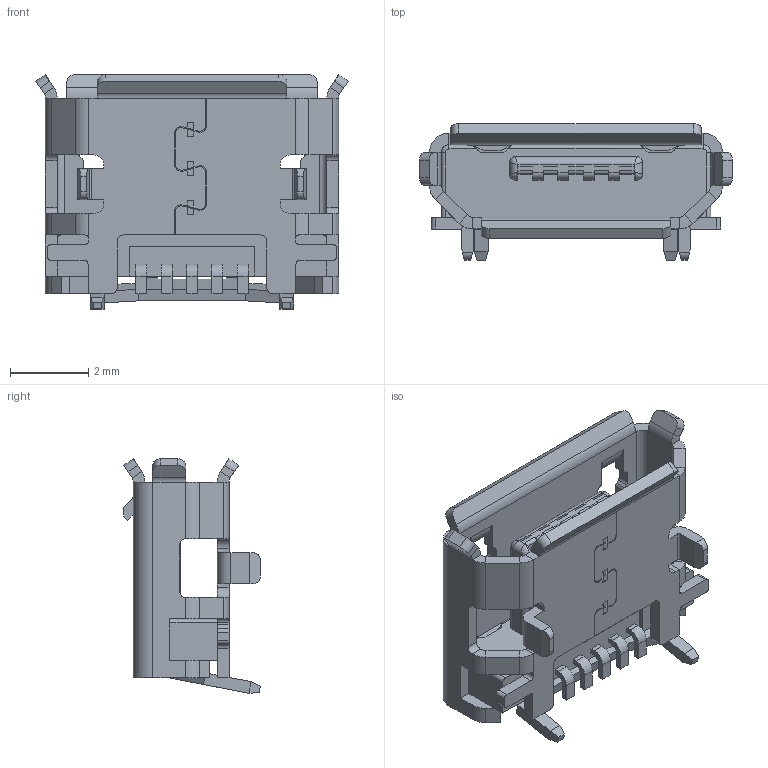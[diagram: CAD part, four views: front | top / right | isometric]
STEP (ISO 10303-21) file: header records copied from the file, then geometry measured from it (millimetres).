
FILE_DESCRIPTION (( 'STEP AP214' ), '1' );
FILE_NAME ('690-005-298-486.STEP', '2021-12-26T06:18:07', ( '' ), ( '' ), 'SwSTEP 2.0', 'SolidWorks 2017', '' );
FILE_SCHEMA (( 'AUTOMOTIVE_DESIGN' ));
Length unit declared in the file: millimetre
Products named in the file (1): 690-005-298-486
Bounding box: 8 x 3.5 x 6 mm (x, y, z)
Volume: 42.7 mm3; surface area: 289.8 mm2
Topology: 12 solids, 12 shells, 586 faces, 1571 edges, 990 vertices
Faces by surface type: plane 407, cylinder 173, bspline 4, torus 2
Entity records: 18284 total; most frequent: CARTESIAN_POINT 3356, ORIENTED_EDGE 3134, DIRECTION 3033, EDGE_CURVE 1567, VECTOR 1219, LINE 1219, VERTEX_POINT 990, AXIS2_PLACEMENT_3D 907
